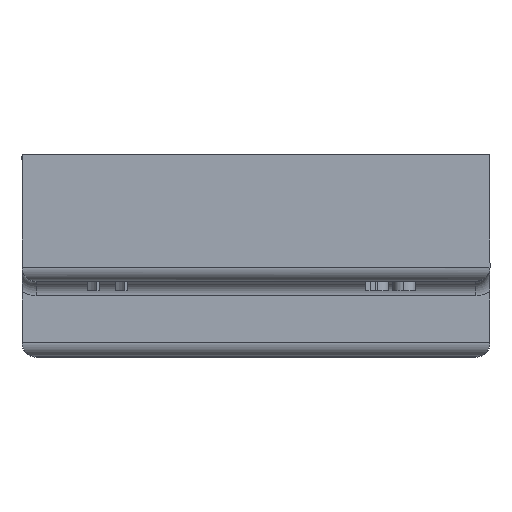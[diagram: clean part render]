
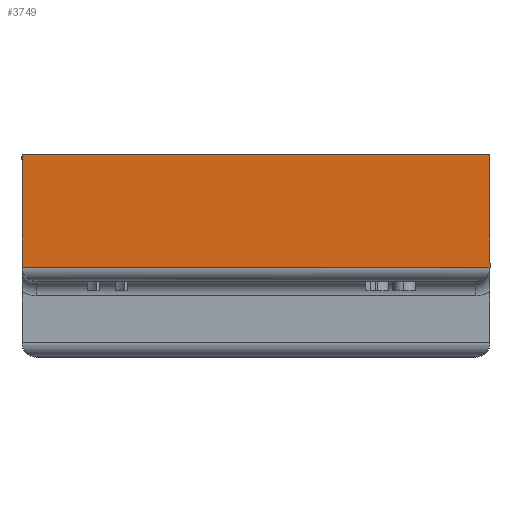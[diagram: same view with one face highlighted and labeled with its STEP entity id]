
A CAD part, top view. The second image highlights one B-rep face of the part: STEP entity #3749.
In plain terms, the highlighted planar face has unit normal (0, 0, 1).
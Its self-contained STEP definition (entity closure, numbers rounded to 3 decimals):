
#214 = ORIENTED_EDGE ( 'NONE', *, *, #14534, .T. ) ;
#335 = ORIENTED_EDGE ( 'NONE', *, *, #1971, .T. ) ;
#1046 = VERTEX_POINT ( 'NONE', #2871 ) ;
#1809 = FACE_OUTER_BOUND ( 'NONE', #3144, .T. ) ;
#1884 = ORIENTED_EDGE ( 'NONE', *, *, #12931, .T. ) ;
#1971 = EDGE_CURVE ( 'NONE', #4757, #3500, #16324, .T. ) ;
#2192 = VECTOR ( 'NONE', #7064, 1000. ) ;
#2323 = VECTOR ( 'NONE', #11265, 1000. ) ;
#2871 = CARTESIAN_POINT ( 'NONE',  ( -11.975, 4.3, 14.725 ) ) ;
#3144 = EDGE_LOOP ( 'NONE', ( #9008, #214, #335, #1884 ) ) ;
#3500 = VERTEX_POINT ( 'NONE', #16108 ) ;
#3749 = ADVANCED_FACE ( 'NONE', ( #1809 ), #5696, .F. ) ;
#4543 = AXIS2_PLACEMENT_3D ( 'NONE', #11974, #5418, #12146 ) ;
#4757 = VERTEX_POINT ( 'NONE', #6816 ) ;
#5418 = DIRECTION ( 'NONE',  ( 0., 0., -1. ) ) ;
#5642 = VECTOR ( 'NONE', #14153, 1000. ) ;
#5696 = PLANE ( 'NONE',  #4543 ) ;
#6808 = VECTOR ( 'NONE', #14675, 1000. ) ;
#6816 = CARTESIAN_POINT ( 'NONE',  ( -1.975, 1.9, 14.725 ) ) ;
#7064 = DIRECTION ( 'NONE',  ( 0., 1., 0. ) ) ;
#8343 = CARTESIAN_POINT ( 'NONE',  ( -11.975, 4.3, 14.725 ) ) ;
#8681 = LINE ( 'NONE', #8343, #2323 ) ;
#9008 = ORIENTED_EDGE ( 'NONE', *, *, #16454, .F. ) ;
#10159 = CARTESIAN_POINT ( 'NONE',  ( -11.975, 1.9, 14.725 ) ) ;
#11265 = DIRECTION ( 'NONE',  ( -1., 0., 0. ) ) ;
#11974 = CARTESIAN_POINT ( 'NONE',  ( -11.975, 1.6, 14.725 ) ) ;
#11978 = LINE ( 'NONE', #12064, #6808 ) ;
#12064 = CARTESIAN_POINT ( 'NONE',  ( -11.975, 1.6, 14.725 ) ) ;
#12146 = DIRECTION ( 'NONE',  ( 1., 0., 0. ) ) ;
#12931 = EDGE_CURVE ( 'NONE', #3500, #1046, #8681, .T. ) ;
#13334 = VERTEX_POINT ( 'NONE', #14709 ) ;
#13878 = CARTESIAN_POINT ( 'NONE',  ( -1.975, 1.6, 14.725 ) ) ;
#14153 = DIRECTION ( 'NONE',  ( 1., 0., 0. ) ) ;
#14534 = EDGE_CURVE ( 'NONE', #13334, #4757, #15561, .T. ) ;
#14675 = DIRECTION ( 'NONE',  ( 0., 1., 0. ) ) ;
#14709 = CARTESIAN_POINT ( 'NONE',  ( -11.975, 1.9, 14.725 ) ) ;
#15561 = LINE ( 'NONE', #10159, #5642 ) ;
#16108 = CARTESIAN_POINT ( 'NONE',  ( -1.975, 4.3, 14.725 ) ) ;
#16324 = LINE ( 'NONE', #13878, #2192 ) ;
#16454 = EDGE_CURVE ( 'NONE', #13334, #1046, #11978, .T. ) ;
